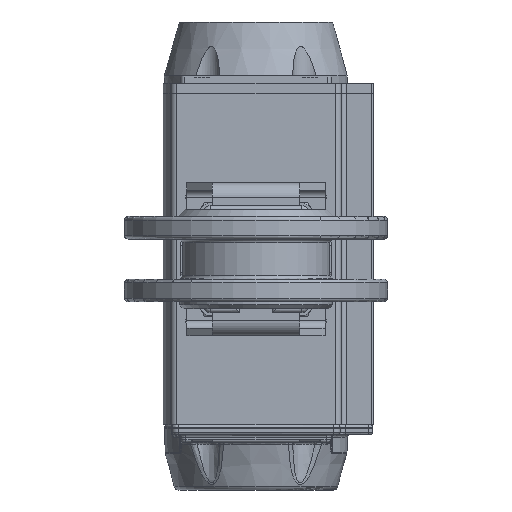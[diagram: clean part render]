
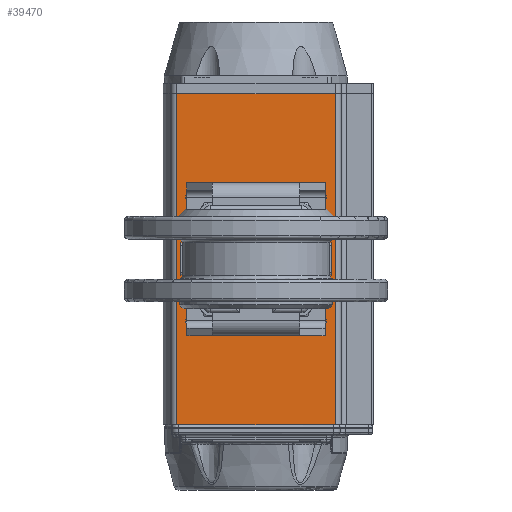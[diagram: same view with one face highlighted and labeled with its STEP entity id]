
A CAD part, front view. The second image highlights one B-rep face of the part: STEP entity #39470.
In plain terms, the highlighted planar face has unit normal (0, -1, 0).
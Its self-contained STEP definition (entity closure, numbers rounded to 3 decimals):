
#4835=LINE('',#111071,#7224);
#4837=LINE('',#111078,#7226);
#4849=LINE('',#111130,#7238);
#4850=LINE('',#111136,#7239);
#7224=VECTOR('',#52750,1000.);
#7226=VECTOR('',#52756,1000.);
#7238=VECTOR('',#52802,1000.);
#7239=VECTOR('',#52805,1000.);
#18949=ORIENTED_EDGE('',*,*,#24841,.F.);
#18950=ORIENTED_EDGE('',*,*,#24871,.T.);
#18951=ORIENTED_EDGE('',*,*,#24844,.T.);
#18952=ORIENTED_EDGE('',*,*,#24869,.F.);
#18953=ORIENTED_EDGE('',*,*,#24737,.T.);
#18954=ORIENTED_EDGE('',*,*,#24762,.T.);
#18955=ORIENTED_EDGE('',*,*,#24764,.T.);
#18956=ORIENTED_EDGE('',*,*,#24766,.T.);
#18957=ORIENTED_EDGE('',*,*,#24768,.T.);
#18958=ORIENTED_EDGE('',*,*,#24770,.T.);
#18959=ORIENTED_EDGE('',*,*,#24772,.T.);
#18960=ORIENTED_EDGE('',*,*,#24774,.T.);
#18961=ORIENTED_EDGE('',*,*,#24776,.T.);
#24737=EDGE_CURVE('',#28586,#28586,#30286,.T.);
#24762=EDGE_CURVE('',#28611,#28611,#30311,.T.);
#24764=EDGE_CURVE('',#28613,#28613,#30313,.T.);
#24766=EDGE_CURVE('',#28615,#28615,#30315,.T.);
#24768=EDGE_CURVE('',#28617,#28617,#30317,.T.);
#24770=EDGE_CURVE('',#28619,#28619,#30319,.T.);
#24772=EDGE_CURVE('',#28621,#28621,#30321,.T.);
#24774=EDGE_CURVE('',#28623,#28623,#30323,.T.);
#24776=EDGE_CURVE('',#28625,#28625,#30325,.T.);
#24841=EDGE_CURVE('',#28703,#28678,#4835,.T.);
#24844=EDGE_CURVE('',#28707,#28706,#4837,.T.);
#24869=EDGE_CURVE('',#28678,#28706,#4849,.T.);
#24871=EDGE_CURVE('',#28703,#28707,#4850,.T.);
#28586=VERTEX_POINT('',#110785);
#28611=VERTEX_POINT('',#110848);
#28613=VERTEX_POINT('',#110853);
#28615=VERTEX_POINT('',#110858);
#28617=VERTEX_POINT('',#110863);
#28619=VERTEX_POINT('',#110868);
#28621=VERTEX_POINT('',#110873);
#28623=VERTEX_POINT('',#110878);
#28625=VERTEX_POINT('',#110883);
#28678=VERTEX_POINT('',#111020);
#28703=VERTEX_POINT('',#111070);
#28706=VERTEX_POINT('',#111077);
#28707=VERTEX_POINT('',#111079);
#30286=CIRCLE('',#43375,14.635);
#30311=CIRCLE('',#43413,3.324);
#30313=CIRCLE('',#43416,3.324);
#30315=CIRCLE('',#43419,3.324);
#30317=CIRCLE('',#43422,3.324);
#30319=CIRCLE('',#43425,2.459);
#30321=CIRCLE('',#43428,2.459);
#30323=CIRCLE('',#43431,2.459);
#30325=CIRCLE('',#43434,2.459);
#33207=EDGE_LOOP('',(#18949,#18950,#18951,#18952));
#33208=EDGE_LOOP('',(#18953));
#33209=EDGE_LOOP('',(#18954));
#33210=EDGE_LOOP('',(#18955));
#33211=EDGE_LOOP('',(#18956));
#33212=EDGE_LOOP('',(#18957));
#33213=EDGE_LOOP('',(#18958));
#33214=EDGE_LOOP('',(#18959));
#33215=EDGE_LOOP('',(#18960));
#33216=EDGE_LOOP('',(#18961));
#36154=FACE_BOUND('',#33207,.T.);
#36155=FACE_BOUND('',#33208,.T.);
#36156=FACE_BOUND('',#33209,.T.);
#36157=FACE_BOUND('',#33210,.T.);
#36158=FACE_BOUND('',#33211,.T.);
#36159=FACE_BOUND('',#33212,.T.);
#36160=FACE_BOUND('',#33213,.T.);
#36161=FACE_BOUND('',#33214,.T.);
#36162=FACE_BOUND('',#33215,.T.);
#36163=FACE_BOUND('',#33216,.T.);
#37147=PLANE('',#43546);
#39470=ADVANCED_FACE('',(#36154,#36155,#36156,#36157,#36158,#36159,#36160,
#36161,#36162,#36163),#37147,.T.);
#43375=AXIS2_PLACEMENT_3D('',#110784,#52433,#52434);
#43413=AXIS2_PLACEMENT_3D('',#110847,#52509,#52510);
#43416=AXIS2_PLACEMENT_3D('',#110852,#52515,#52516);
#43419=AXIS2_PLACEMENT_3D('',#110857,#52521,#52522);
#43422=AXIS2_PLACEMENT_3D('',#110862,#52527,#52528);
#43425=AXIS2_PLACEMENT_3D('',#110867,#52533,#52534);
#43428=AXIS2_PLACEMENT_3D('',#110872,#52539,#52540);
#43431=AXIS2_PLACEMENT_3D('',#110877,#52545,#52546);
#43434=AXIS2_PLACEMENT_3D('',#110882,#52551,#52552);
#43546=AXIS2_PLACEMENT_3D('',#111135,#52803,#52804);
#52433=DIRECTION('',(0.,1.,0.));
#52434=DIRECTION('',(1.,0.,0.));
#52509=DIRECTION('',(0.,1.,0.));
#52510=DIRECTION('',(1.,0.,0.));
#52515=DIRECTION('',(0.,1.,0.));
#52516=DIRECTION('',(1.,0.,0.));
#52521=DIRECTION('',(0.,1.,0.));
#52522=DIRECTION('',(1.,0.,0.));
#52527=DIRECTION('',(0.,1.,0.));
#52528=DIRECTION('',(1.,0.,0.));
#52533=DIRECTION('',(0.,1.,0.));
#52534=DIRECTION('',(1.,0.,0.));
#52539=DIRECTION('',(0.,1.,0.));
#52540=DIRECTION('',(1.,0.,0.));
#52545=DIRECTION('',(0.,1.,0.));
#52546=DIRECTION('',(1.,0.,0.));
#52551=DIRECTION('',(0.,1.,0.));
#52552=DIRECTION('',(1.,0.,0.));
#52750=DIRECTION('',(1.,0.,0.));
#52756=DIRECTION('',(1.,0.,0.));
#52802=DIRECTION('',(0.,0.,-1.));
#52803=DIRECTION('',(0.,-1.,0.));
#52804=DIRECTION('',(-1.,0.,0.));
#52805=DIRECTION('',(0.,0.,-1.));
#110784=CARTESIAN_POINT('',(0.,-44.471,66.));
#110785=CARTESIAN_POINT('',(14.635,-44.471,66.));
#110847=CARTESIAN_POINT('',(-24.749,-44.471,41.251));
#110848=CARTESIAN_POINT('',(-21.425,-44.471,41.251));
#110852=CARTESIAN_POINT('',(24.749,-44.471,41.251));
#110853=CARTESIAN_POINT('',(28.072,-44.471,41.251));
#110857=CARTESIAN_POINT('',(24.749,-44.471,90.749));
#110858=CARTESIAN_POINT('',(28.072,-44.471,90.749));
#110862=CARTESIAN_POINT('',(-24.749,-44.471,90.749));
#110863=CARTESIAN_POINT('',(-21.425,-44.471,90.749));
#110867=CARTESIAN_POINT('',(-17.678,-44.471,83.678));
#110868=CARTESIAN_POINT('',(-15.219,-44.471,83.678));
#110872=CARTESIAN_POINT('',(-17.678,-44.471,48.322));
#110873=CARTESIAN_POINT('',(-15.219,-44.471,48.322));
#110877=CARTESIAN_POINT('',(17.678,-44.471,48.322));
#110878=CARTESIAN_POINT('',(20.136,-44.471,48.322));
#110882=CARTESIAN_POINT('',(17.678,-44.471,83.678));
#110883=CARTESIAN_POINT('',(20.136,-44.471,83.678));
#111020=CARTESIAN_POINT('',(31.5,-44.471,132.));
#111070=CARTESIAN_POINT('',(-31.5,-44.471,132.));
#111071=CARTESIAN_POINT('',(5.25,-44.471,132.));
#111077=CARTESIAN_POINT('',(31.5,-44.471,0.));
#111078=CARTESIAN_POINT('',(5.25,-44.471,0.));
#111079=CARTESIAN_POINT('',(-31.5,-44.471,0.));
#111130=CARTESIAN_POINT('',(31.5,-44.471,0.));
#111135=CARTESIAN_POINT('',(-31.5,-44.471,0.));
#111136=CARTESIAN_POINT('',(-31.5,-44.471,0.));
